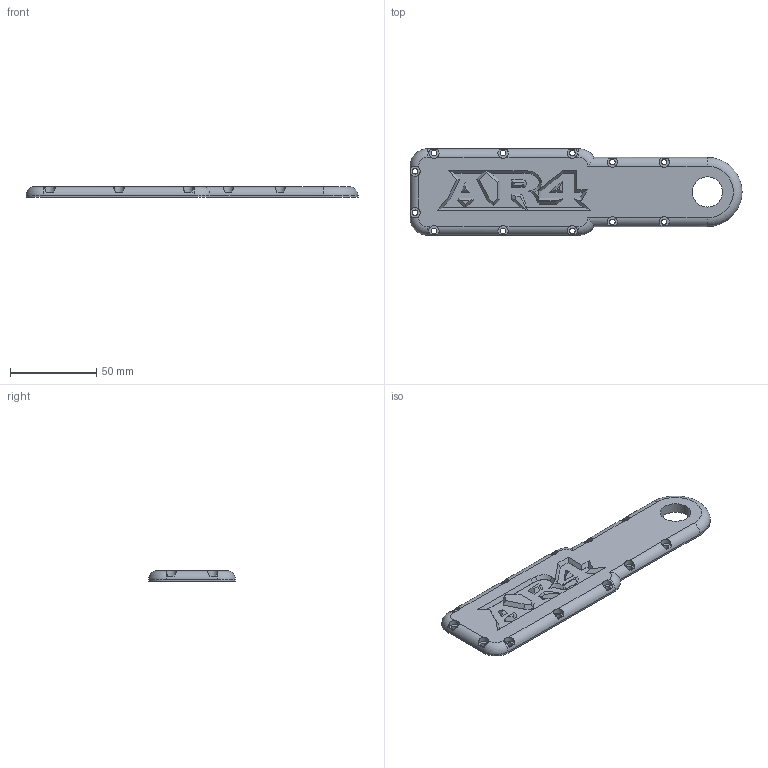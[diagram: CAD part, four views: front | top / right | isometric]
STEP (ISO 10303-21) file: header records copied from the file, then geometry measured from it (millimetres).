
FILE_DESCRIPTION (( 'STEP AP214' ), '1' );
FILE_NAME ('J5 Side Cover.STEP', '2024-02-11T21:28:44', ( '' ), ( '' ), 'SwSTEP 2.0', 'SolidWorks 2022', '' );
FILE_SCHEMA (( 'AUTOMOTIVE_DESIGN' ));
Length unit declared in the file: inch
Products named in the file (1): J5 Side Cover
Bounding box: 192 x 50 x 6 mm (x, y, z)
Volume: 43135 mm3; surface area: 19689.1 mm2
Topology: 1 solids, 1 shells, 167 faces, 434 edges, 273 vertices
Faces by surface type: plane 113, cylinder 37, bspline 12, torus 5
Full cylindrical faces by diameter (mm): 3.2 x12, 17.5 x1
Entity records: 8806 total; most frequent: CARTESIAN_POINT 4784, ORIENTED_EDGE 842, DIRECTION 749, EDGE_CURVE 421, VECTOR 287, LINE 287, VERTEX_POINT 273, AXIS2_PLACEMENT_3D 231
